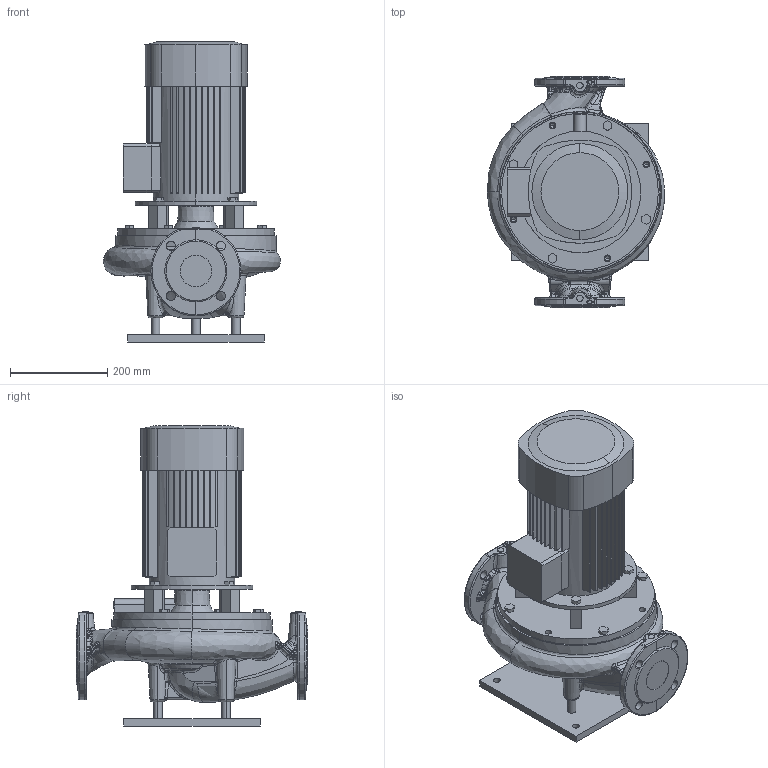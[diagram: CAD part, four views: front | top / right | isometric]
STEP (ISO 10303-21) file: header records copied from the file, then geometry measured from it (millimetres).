
FILE_DESCRIPTION (( 'STEP AP203' ), '1' );
FILE_NAME ('VariA 65-17.STEP', '2014-07-08T11:04:02', ( '' ), ( '' ), 'SwSTEP 2.0', 'SolidWorks 2011', '' );
FILE_SCHEMA (( 'CONFIG_CONTROL_DESIGN' ));
Products named in the file (1): VariA 65-17
Bounding box: 363.88 x 475 x 616.25 mm (x, y, z)
Volume: 24934366.6 mm3; surface area: 1470430.6 mm2
Topology: 5 solids, 5 shells, 1026 faces, 2555 edges, 1541 vertices
Faces by surface type: bspline 364, plane 261, cylinder 215, cone 80, sphere 73, torus 33
Entity records: 62549 total; most frequent: CARTESIAN_POINT 40869, ORIENTED_EDGE 5036, DIRECTION 3812, EDGE_CURVE 2518, VERTEX_POINT 1541, AXIS2_PLACEMENT_3D 1518, EDGE_LOOP 1097, FACE_OUTER_BOUND 1026
